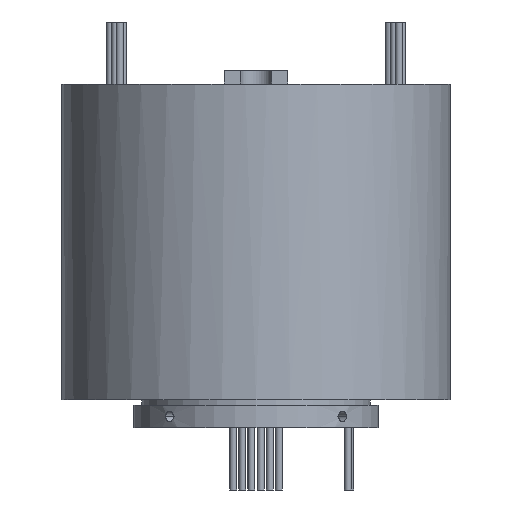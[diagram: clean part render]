
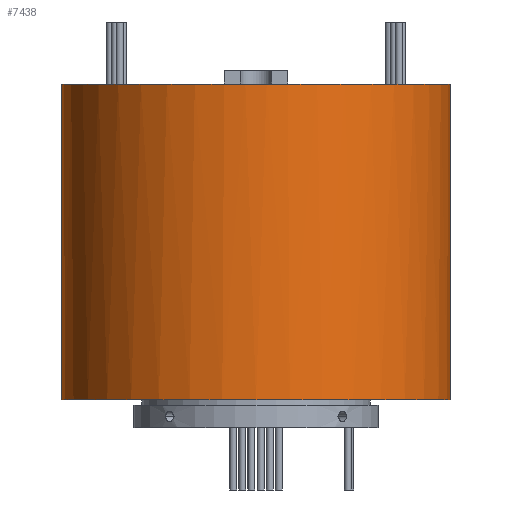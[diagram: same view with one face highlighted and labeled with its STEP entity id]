
A CAD part, front view. The second image highlights one B-rep face of the part: STEP entity #7438.
In plain terms, the highlighted cylindrical face has radius 59.5 mm (diameter 119 mm), a partial arc.
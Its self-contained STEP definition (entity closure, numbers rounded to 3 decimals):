
#145 = VERTEX_POINT ( 'NONE', #3245 ) ;
#304 = EDGE_CURVE ( 'NONE', #5513, #145, #1315, .T. ) ;
#439 = EDGE_CURVE ( 'NONE', #2879, #849, #6533, .T. ) ;
#449 = CARTESIAN_POINT ( 'NONE',  ( -59.5, 0., 105.4 ) ) ;
#849 = VERTEX_POINT ( 'NONE', #2231 ) ;
#978 = EDGE_CURVE ( 'NONE', #2879, #1138, #3267, .T. ) ;
#1138 = VERTEX_POINT ( 'NONE', #4804 ) ;
#1229 = CIRCLE ( 'NONE', #6498, 59.5 ) ;
#1315 = CIRCLE ( 'NONE', #3794, 59.5 ) ;
#1445 = CARTESIAN_POINT ( 'NONE',  ( -59.5, 0., 105.4 ) ) ;
#1456 = DIRECTION ( 'NONE',  ( 0., 0., 1. ) ) ;
#1734 = CARTESIAN_POINT ( 'NONE',  ( 0., 0., 105.4 ) ) ;
#1799 = ORIENTED_EDGE ( 'NONE', *, *, #439, .T. ) ;
#1936 = CARTESIAN_POINT ( 'NONE',  ( 59.5, 0., 105.4 ) ) ;
#2117 = VECTOR ( 'NONE', #2754, 1000. ) ;
#2163 = CARTESIAN_POINT ( 'NONE',  ( 0., 0., 8.6 ) ) ;
#2231 = CARTESIAN_POINT ( 'NONE',  ( -59.5, 0., 8.6 ) ) ;
#2322 = DIRECTION ( 'NONE',  ( 1., 0., 0. ) ) ;
#2362 = DIRECTION ( 'NONE',  ( 0., 0., 1. ) ) ;
#2436 = EDGE_CURVE ( 'NONE', #145, #4786, #6443, .T. ) ;
#2459 = CARTESIAN_POINT ( 'NONE',  ( 9.75, -58.696, 105.4 ) ) ;
#2699 = DIRECTION ( 'NONE',  ( 0., 0., -1. ) ) ;
#2735 = DIRECTION ( 'NONE',  ( 1., 0., 0. ) ) ;
#2754 = DIRECTION ( 'NONE',  ( 0., 0., -1. ) ) ;
#2879 = VERTEX_POINT ( 'NONE', #1445 ) ;
#3111 = FACE_OUTER_BOUND ( 'NONE', #6571, .T. ) ;
#3245 = CARTESIAN_POINT ( 'NONE',  ( 59.5, 0., 105.4 ) ) ;
#3267 = CIRCLE ( 'NONE', #7385, 59.5 ) ;
#3488 = ORIENTED_EDGE ( 'NONE', *, *, #7480, .F. ) ;
#3520 = ORIENTED_EDGE ( 'NONE', *, *, #978, .F. ) ;
#3794 = AXIS2_PLACEMENT_3D ( 'NONE', #4901, #1456, #5499 ) ;
#3999 = ORIENTED_EDGE ( 'NONE', *, *, #304, .F. ) ;
#4006 = CARTESIAN_POINT ( 'NONE',  ( 0., 0., 105.4 ) ) ;
#4150 = EDGE_CURVE ( 'NONE', #849, #4786, #4750, .T. ) ;
#4308 = CYLINDRICAL_SURFACE ( 'NONE', #6879, 59.5 ) ;
#4750 = CIRCLE ( 'NONE', #5465, 59.5 ) ;
#4786 = VERTEX_POINT ( 'NONE', #6122 ) ;
#4804 = CARTESIAN_POINT ( 'NONE',  ( -9.75, -58.696, 105.4 ) ) ;
#4901 = CARTESIAN_POINT ( 'NONE',  ( 0., 0., 105.4 ) ) ;
#4916 = VECTOR ( 'NONE', #2699, 1000. ) ;
#5465 = AXIS2_PLACEMENT_3D ( 'NONE', #2163, #6192, #2735 ) ;
#5499 = DIRECTION ( 'NONE',  ( 1., 0., 0. ) ) ;
#5513 = VERTEX_POINT ( 'NONE', #2459 ) ;
#5555 = ORIENTED_EDGE ( 'NONE', *, *, #4150, .T. ) ;
#5721 = DIRECTION ( 'NONE',  ( 0., 0., -1. ) ) ;
#5777 = DIRECTION ( 'NONE',  ( 0., 0., 1. ) ) ;
#5822 = CARTESIAN_POINT ( 'NONE',  ( 0., 0., 105.4 ) ) ;
#6077 = ORIENTED_EDGE ( 'NONE', *, *, #2436, .F. ) ;
#6122 = CARTESIAN_POINT ( 'NONE',  ( 59.5, 0., 8.6 ) ) ;
#6192 = DIRECTION ( 'NONE',  ( 0., 0., 1. ) ) ;
#6389 = DIRECTION ( 'NONE',  ( 1., 0., 0. ) ) ;
#6443 = LINE ( 'NONE', #1936, #4916 ) ;
#6498 = AXIS2_PLACEMENT_3D ( 'NONE', #1734, #5777, #2322 ) ;
#6533 = LINE ( 'NONE', #449, #2117 ) ;
#6571 = EDGE_LOOP ( 'NONE', ( #6077, #3999, #3488, #3520, #1799, #5555 ) ) ;
#6865 = DIRECTION ( 'NONE',  ( -1., 0., 0. ) ) ;
#6879 = AXIS2_PLACEMENT_3D ( 'NONE', #4006, #5721, #6865 ) ;
#7385 = AXIS2_PLACEMENT_3D ( 'NONE', #5822, #2362, #6389 ) ;
#7438 = ADVANCED_FACE ( 'NONE', ( #3111 ), #4308, .T. ) ;
#7480 = EDGE_CURVE ( 'NONE', #1138, #5513, #1229, .T. ) ;
